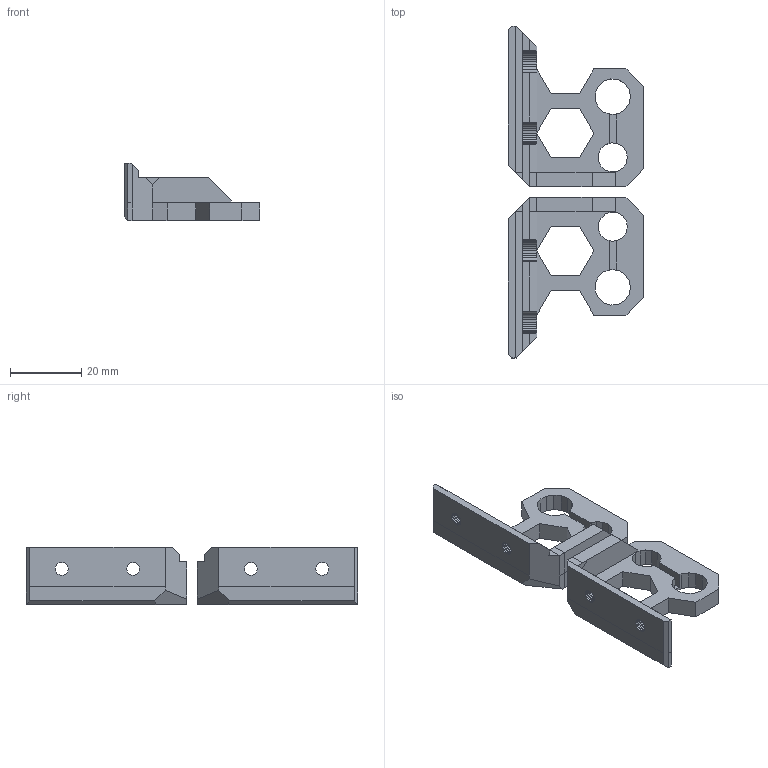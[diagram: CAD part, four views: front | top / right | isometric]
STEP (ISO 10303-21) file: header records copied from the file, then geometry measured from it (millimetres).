
FILE_DESCRIPTION(('FreeCAD Model'),'2;1');
FILE_NAME('z-axis-top.step','2017-02-13T12:38:12',('Author') ,(''),'Open CASCADE STEP processor 6.8','FreeCAD','Unknown');
FILE_SCHEMA(('AUTOMOTIVE_DESIGN_CC2 { 1 2 10303 214 -1 1 5 4 }'));
Length unit declared in the file: millimetre
Products named in the file (2): ASSEMBLY; Group006
Assembly tree (1 placements, depth 2):
  ASSEMBLY
    Group006
Bounding box: 38 x 93 x 16 mm (x, y, z)
Volume: 14947.5 mm3; surface area: 8986.8 mm2
Topology: 2 solids, 2 shells, 400 faces, 1190 edges, 784 vertices
Faces by surface type: plane 400
Entity records: 28068 total; most frequent: CARTESIAN_POINT 5342, DIRECTION 3788, LINE 2984, VECTOR 2984, ORIENTED_EDGE 2380, PCURVE 2380, DEFINITIONAL_REPRESENTATION 2380, EDGE_CURVE 1190
